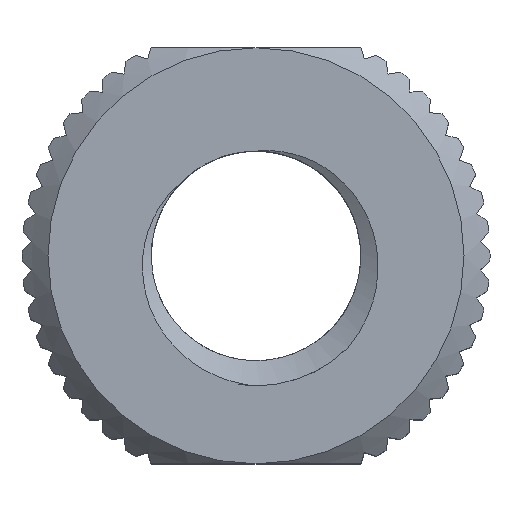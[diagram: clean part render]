
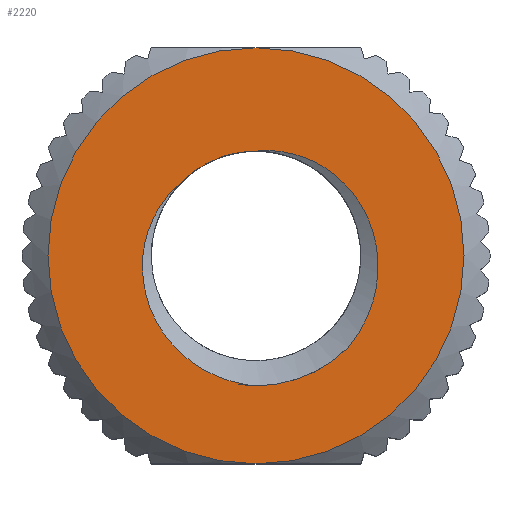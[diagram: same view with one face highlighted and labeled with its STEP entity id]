
A CAD part, top view. The second image highlights one B-rep face of the part: STEP entity #2220.
In plain terms, the highlighted planar face has unit normal (0, 0, 1).
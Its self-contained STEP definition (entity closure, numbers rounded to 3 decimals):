
#19=FACE_BOUND('',#280,.T.);
#21=PLANE('',#2431);
#155=FACE_OUTER_BOUND('',#279,.T.);
#279=EDGE_LOOP('',(#1807,#1808));
#280=EDGE_LOOP('',(#1809,#1810,#1811,#1812));
#358=CIRCLE('',#2313,4.03);
#360=CIRCLE('',#2321,8.);
#431=CIRCLE('',#2396,8.);
#432=CIRCLE('',#2432,5.);
#592=B_SPLINE_CURVE_WITH_KNOTS('',3,(#4477,#4478,#4479,#4480,#4481,#4482,
#4483,#4484,#4485,#4486,#4487,#4488,#4489,#4490,#4491,#4492,#4493,#4494),
 .UNSPECIFIED.,.F.,.F.,(4,2,2,2,2,2,2,2,4),(-0.895,-0.754,
-0.619,-0.549,-0.482,-0.348,
-0.272,-0.135,0.),
 .UNSPECIFIED.);
#593=B_SPLINE_CURVE_WITH_KNOTS('',3,(#4497,#4498,#4499,#4500,#4501,#4502,
#4503,#4504,#4505,#4506,#4507,#4508,#4509,#4510,#4511,#4512,#4513,#4514),
 .UNSPECIFIED.,.F.,.F.,(4,2,2,2,2,2,2,2,4),(-1.149,-0.976,
-0.8,-0.703,-0.531,-0.445,
-0.355,-0.181,0.),.UNSPECIFIED.);
#822=VERTEX_POINT('',#3017);
#823=VERTEX_POINT('',#3046);
#834=VERTEX_POINT('',#3433);
#835=VERTEX_POINT('',#3434);
#1056=VERTEX_POINT('',#4476);
#1057=VERTEX_POINT('',#4495);
#1060=EDGE_CURVE('',#822,#823,#358,.T.);
#1077=EDGE_CURVE('',#834,#835,#360,.T.);
#1302=EDGE_CURVE('',#835,#834,#431,.T.);
#1372=EDGE_CURVE('',#1056,#822,#592,.T.);
#1373=EDGE_CURVE('',#1057,#1056,#432,.T.);
#1374=EDGE_CURVE('',#823,#1057,#593,.T.);
#1807=ORIENTED_EDGE('',*,*,#1077,.T.);
#1808=ORIENTED_EDGE('',*,*,#1302,.T.);
#1809=ORIENTED_EDGE('',*,*,#1372,.F.);
#1810=ORIENTED_EDGE('',*,*,#1373,.F.);
#1811=ORIENTED_EDGE('',*,*,#1374,.F.);
#1812=ORIENTED_EDGE('',*,*,#1060,.F.);
#2220=ADVANCED_FACE('',(#155,#19),#21,.T.);
#2313=AXIS2_PLACEMENT_3D('',#3047,#2512,#2513);
#2321=AXIS2_PLACEMENT_3D('',#3435,#2532,#2533);
#2396=AXIS2_PLACEMENT_3D('',#4330,#2684,#2685);
#2431=AXIS2_PLACEMENT_3D('',#4475,#2820,#2821);
#2432=AXIS2_PLACEMENT_3D('',#4496,#2822,#2823);
#2512=DIRECTION('center_axis',(0.,0.,1.));
#2513=DIRECTION('ref_axis',(1.,0.,0.));
#2532=DIRECTION('center_axis',(0.,0.,1.));
#2533=DIRECTION('ref_axis',(1.,0.,0.));
#2684=DIRECTION('center_axis',(0.,0.,1.));
#2685=DIRECTION('ref_axis',(1.,0.,0.));
#2820=DIRECTION('center_axis',(0.,0.,1.));
#2821=DIRECTION('ref_axis',(1.,0.,0.));
#2822=DIRECTION('center_axis',(0.,0.,
1.));
#2823=DIRECTION('ref_axis',(0.709,-0.706,0.));
#3017=CARTESIAN_POINT('',(0.035,4.03,8.));
#3046=CARTESIAN_POINT('',(-2.881,2.818,8.));
#3047=CARTESIAN_POINT('Origin',(0.,0.,8.));
#3433=CARTESIAN_POINT('',(0.,8.,8.));
#3434=CARTESIAN_POINT('',(0.,-8.,8.));
#3435=CARTESIAN_POINT('Origin',(0.,0.,8.));
#4330=CARTESIAN_POINT('Origin',(0.,0.,8.));
#4475=CARTESIAN_POINT('Origin',(0.,0.,8.));
#4476=CARTESIAN_POINT('',(3.543,-3.528,8.));
#4477=CARTESIAN_POINT('Ctrl Pts',(3.543,-3.528,8.));
#4478=CARTESIAN_POINT('Ctrl Pts',(3.934,-3.069,8.));
#4479=CARTESIAN_POINT('Ctrl Pts',(4.235,-2.54,8.));
#4480=CARTESIAN_POINT('Ctrl Pts',(4.619,-1.423,8.));
#4481=CARTESIAN_POINT('Ctrl Pts',(4.707,-0.847,8.));
#4482=CARTESIAN_POINT('Ctrl Pts',(4.683,0.032,8.));
#4483=CARTESIAN_POINT('Ctrl Pts',(4.646,0.332,8.));
#4484=CARTESIAN_POINT('Ctrl Pts',(4.513,0.913,8.));
#4485=CARTESIAN_POINT('Ctrl Pts',(4.421,1.19,8.));
#4486=CARTESIAN_POINT('Ctrl Pts',(4.065,1.988,8.));
#4487=CARTESIAN_POINT('Ctrl Pts',(3.727,2.468,8.));
#4488=CARTESIAN_POINT('Ctrl Pts',(3.071,3.097,8.));
#4489=CARTESIAN_POINT('Ctrl Pts',(2.841,3.269,8.));
#4490=CARTESIAN_POINT('Ctrl Pts',(2.242,3.647,8.));
#4491=CARTESIAN_POINT('Ctrl Pts',(1.819,3.825,8.));
#4492=CARTESIAN_POINT('Ctrl Pts',(0.936,4.037,8.));
#4493=CARTESIAN_POINT('Ctrl Pts',(0.484,4.07,8.));
#4494=CARTESIAN_POINT('Ctrl Pts',(0.035,4.03,8.));
#4495=CARTESIAN_POINT('',(0.,-5.,8.));
#4496=CARTESIAN_POINT('Origin',(0.,0.,
8.));
#4497=CARTESIAN_POINT('Ctrl Pts',(-2.881,2.818,8.));
#4498=CARTESIAN_POINT('Ctrl Pts',(-3.225,2.529,8.));
#4499=CARTESIAN_POINT('Ctrl Pts',(-3.521,2.185,8.));
#4500=CARTESIAN_POINT('Ctrl Pts',(-3.994,1.411,8.));
#4501=CARTESIAN_POINT('Ctrl Pts',(-4.166,0.985,8.));
#4502=CARTESIAN_POINT('Ctrl Pts',(-4.321,0.295,8.));
#4503=CARTESIAN_POINT('Ctrl Pts',(-4.361,0.01,
8.));
#4504=CARTESIAN_POINT('Ctrl Pts',(-4.379,-0.898,
8.));
#4505=CARTESIAN_POINT('Ctrl Pts',(-4.277,-1.476,8.));
#4506=CARTESIAN_POINT('Ctrl Pts',(-3.964,-2.291,8.));
#4507=CARTESIAN_POINT('Ctrl Pts',(-3.832,-2.552,8.));
#4508=CARTESIAN_POINT('Ctrl Pts',(-3.515,-3.056,8.));
#4509=CARTESIAN_POINT('Ctrl Pts',(-3.328,-3.294,8.));
#4510=CARTESIAN_POINT('Ctrl Pts',(-2.723,-3.932,8.));
#4511=CARTESIAN_POINT('Ctrl Pts',(-2.252,-4.276,8.));
#4512=CARTESIAN_POINT('Ctrl Pts',(-1.189,-4.793,8.));
#4513=CARTESIAN_POINT('Ctrl Pts',(-0.602,-4.953,8.));
#4514=CARTESIAN_POINT('Ctrl Pts',(0.,-5.,8.));
